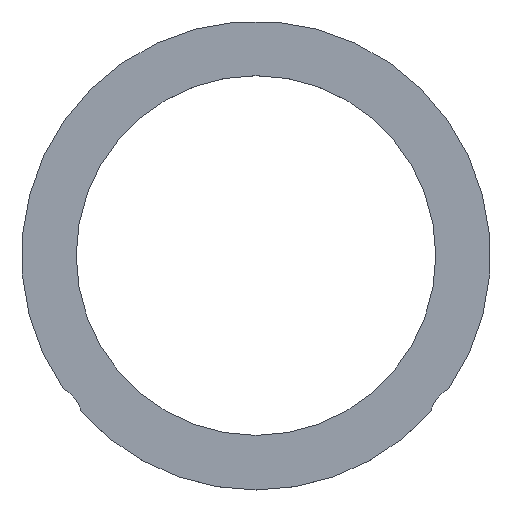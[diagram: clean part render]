
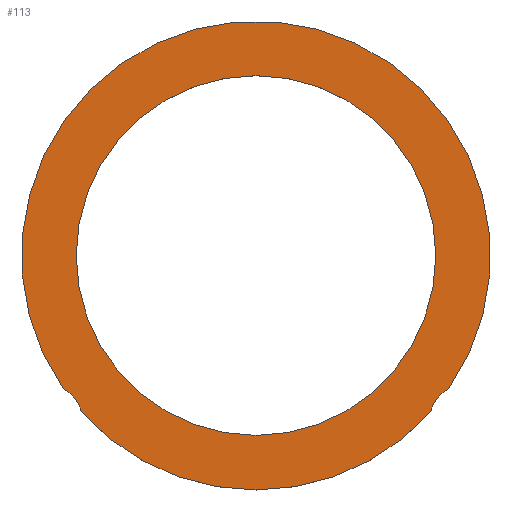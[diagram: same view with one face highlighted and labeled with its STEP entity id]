
A CAD part, top view. The second image highlights one B-rep face of the part: STEP entity #113.
In plain terms, the highlighted planar face has unit normal (0, 0, 1).
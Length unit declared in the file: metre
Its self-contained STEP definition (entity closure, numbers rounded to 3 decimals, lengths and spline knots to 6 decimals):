
#13=PLANE('',#141);
#15=CIRCLE('',#131,0.01245);
#20=CIRCLE('',#138,0.00955);
#21=CIRCLE('',#140,0.01245);
#22=CIRCLE('',#142,0.00175);
#23=CIRCLE('',#143,0.00175);
#39=ORIENTED_EDGE('',*,*,#64,.F.);
#40=ORIENTED_EDGE('',*,*,#55,.T.);
#41=ORIENTED_EDGE('',*,*,#65,.F.);
#42=ORIENTED_EDGE('',*,*,#62,.T.);
#43=ORIENTED_EDGE('',*,*,#60,.F.);
#55=EDGE_CURVE('',#67,#69,#15,.T.);
#60=EDGE_CURVE('',#73,#73,#20,.T.);
#62=EDGE_CURVE('',#75,#74,#21,.T.);
#64=EDGE_CURVE('',#67,#74,#22,.T.);
#65=EDGE_CURVE('',#75,#69,#23,.T.);
#67=VERTEX_POINT('',#190);
#69=VERTEX_POINT('',#194);
#73=VERTEX_POINT('',#206);
#74=VERTEX_POINT('',#209);
#75=VERTEX_POINT('',#211);
#90=EDGE_LOOP('',(#39,#40,#41,#42));
#91=EDGE_LOOP('',(#43));
#100=FACE_BOUND('',#90,.T.);
#101=FACE_BOUND('',#91,.T.);
#113=ADVANCED_FACE('',(#100,#101),#13,.T.);
#131=AXIS2_PLACEMENT_3D('',#195,#154,#155);
#138=AXIS2_PLACEMENT_3D('',#205,#168,#169);
#140=AXIS2_PLACEMENT_3D('',#210,#173,#174);
#141=AXIS2_PLACEMENT_3D('',#213,#176,#177);
#142=AXIS2_PLACEMENT_3D('',#214,#178,#179);
#143=AXIS2_PLACEMENT_3D('',#215,#180,#181);
#154=DIRECTION('',(0.,0.,1.));
#155=DIRECTION('',(1.,0.,0.));
#168=DIRECTION('',(0.,0.,1.));
#169=DIRECTION('',(1.,0.,0.));
#173=DIRECTION('',(0.,0.,1.));
#174=DIRECTION('',(1.,0.,0.));
#176=DIRECTION('',(0.,0.,1.));
#177=DIRECTION('',(1.,0.,0.));
#178=DIRECTION('',(0.,0.,1.));
#179=DIRECTION('',(1.,0.,0.));
#180=DIRECTION('',(0.,0.,1.));
#181=DIRECTION('',(1.,0.,0.));
#190=CARTESIAN_POINT('',(-0.00929,0.316711,0.01));
#194=CARTESIAN_POINT('',(0.00929,0.316711,0.01));
#195=CARTESIAN_POINT('',(0.,0.325,0.01));
#205=CARTESIAN_POINT('',(0.,0.325,0.01));
#206=CARTESIAN_POINT('',(0.00955,0.325,0.01));
#209=CARTESIAN_POINT('',(-0.010237,0.317915,0.01));
#210=CARTESIAN_POINT('',(0.,0.325,0.01));
#211=CARTESIAN_POINT('',(0.010237,0.317915,0.01));
#213=CARTESIAN_POINT('',(0.,0.2625,0.01));
#214=CARTESIAN_POINT('',(-0.011,0.31634,0.01));
#215=CARTESIAN_POINT('',(0.011,0.31634,0.01));
